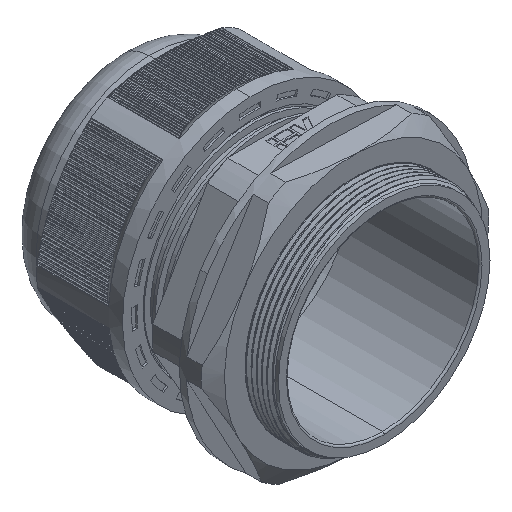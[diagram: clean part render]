
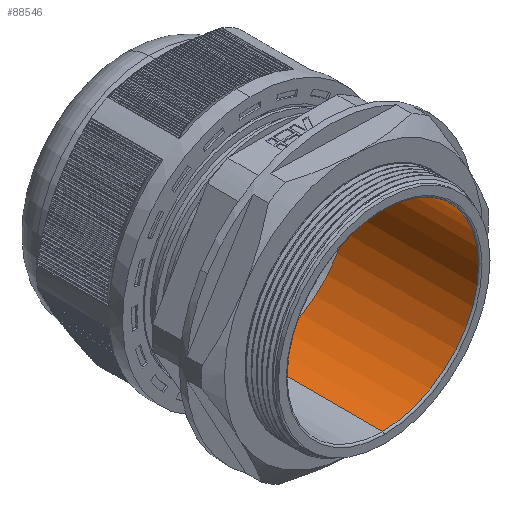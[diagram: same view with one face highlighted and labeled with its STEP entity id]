
A CAD part, isometric view. The second image highlights one B-rep face of the part: STEP entity #88546.
In plain terms, the highlighted cylindrical face has radius 27.65 mm (diameter 55.3 mm), a partial arc.
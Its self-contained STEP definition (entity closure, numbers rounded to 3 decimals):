
#1288 = DIRECTION ( 'NONE',  ( 0., -1., 0. ) ) ;
#1867 = VERTEX_POINT ( 'NONE', #91918 ) ;
#8229 = EDGE_CURVE ( 'NONE', #1867, #53888, #32197, .T. ) ;
#8587 = ORIENTED_EDGE ( 'NONE', *, *, #14116, .T. ) ;
#10425 = CARTESIAN_POINT ( 'NONE',  ( 0., 0., 0. ) ) ;
#14116 = EDGE_CURVE ( 'NONE', #56078, #55503, #82647, .T. ) ;
#15142 = DIRECTION ( 'NONE',  ( 0., -1., 0. ) ) ;
#16979 = DIRECTION ( 'NONE',  ( 0., -1., 0. ) ) ;
#19364 = DIRECTION ( 'NONE',  ( 0., 0., -1. ) ) ;
#20875 = AXIS2_PLACEMENT_3D ( 'NONE', #10425, #44632, #88983 ) ;
#21353 = CARTESIAN_POINT ( 'NONE',  ( 0., 0., 27.65 ) ) ;
#21785 = EDGE_CURVE ( 'NONE', #1867, #56078, #57741, .T. ) ;
#23988 = LINE ( 'NONE', #21353, #40790 ) ;
#24490 = FACE_OUTER_BOUND ( 'NONE', #84364, .T. ) ;
#24505 = AXIS2_PLACEMENT_3D ( 'NONE', #82458, #83349, #19364 ) ;
#24640 = CARTESIAN_POINT ( 'NONE',  ( 0., 37.5, 27.65 ) ) ;
#31480 = CYLINDRICAL_SURFACE ( 'NONE', #20875, 27.65 ) ;
#32197 = CIRCLE ( 'NONE', #53167, 27.65 ) ;
#40790 = VECTOR ( 'NONE', #16979, 1000. ) ;
#44632 = DIRECTION ( 'NONE',  ( 0., -1., 0. ) ) ;
#53167 = AXIS2_PLACEMENT_3D ( 'NONE', #71553, #1288, #88272 ) ;
#53888 = VERTEX_POINT ( 'NONE', #24640 ) ;
#55503 = VERTEX_POINT ( 'NONE', #79853 ) ;
#56078 = VERTEX_POINT ( 'NONE', #88957 ) ;
#57741 = LINE ( 'NONE', #86117, #90398 ) ;
#63529 = EDGE_CURVE ( 'NONE', #53888, #55503, #23988, .T. ) ;
#71553 = CARTESIAN_POINT ( 'NONE',  ( 0., 37.5, 0. ) ) ;
#72851 = ORIENTED_EDGE ( 'NONE', *, *, #21785, .T. ) ;
#74314 = ORIENTED_EDGE ( 'NONE', *, *, #8229, .F. ) ;
#79853 = CARTESIAN_POINT ( 'NONE',  ( 0., 0.5, 27.65 ) ) ;
#82458 = CARTESIAN_POINT ( 'NONE',  ( 0., 0.5, 0. ) ) ;
#82647 = CIRCLE ( 'NONE', #24505, 27.65 ) ;
#83349 = DIRECTION ( 'NONE',  ( 0., -1., 0. ) ) ;
#84364 = EDGE_LOOP ( 'NONE', ( #90371, #74314, #72851, #8587 ) ) ;
#86117 = CARTESIAN_POINT ( 'NONE',  ( 0., 0., -27.65 ) ) ;
#88272 = DIRECTION ( 'NONE',  ( 0., 0., -1. ) ) ;
#88546 = ADVANCED_FACE ( 'NONE', ( #24490 ), #31480, .F. ) ;
#88957 = CARTESIAN_POINT ( 'NONE',  ( 0., 0.5, -27.65 ) ) ;
#88983 = DIRECTION ( 'NONE',  ( 0., 0., -1. ) ) ;
#90371 = ORIENTED_EDGE ( 'NONE', *, *, #63529, .F. ) ;
#90398 = VECTOR ( 'NONE', #15142, 1000. ) ;
#91918 = CARTESIAN_POINT ( 'NONE',  ( 0., 37.5, -27.65 ) ) ;
